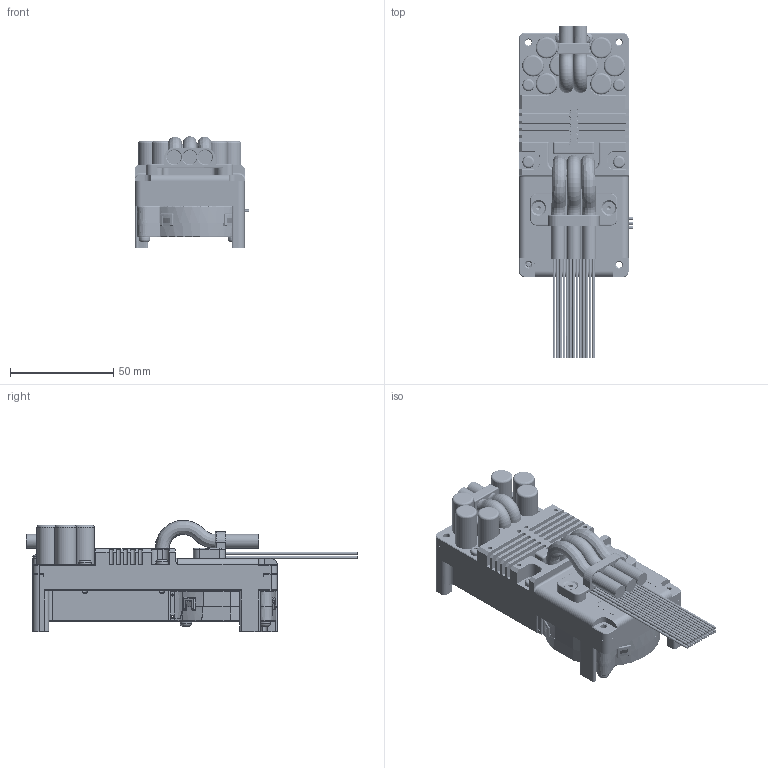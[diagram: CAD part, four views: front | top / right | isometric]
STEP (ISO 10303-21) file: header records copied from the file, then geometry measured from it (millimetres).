
FILE_DESCRIPTION(/* description */ ('chladič horní pro SC, hliník - černý elox '),/* implementation_level */ '2;1');
FILE_NAME(/* name */ 'SC-raptor_controller_varC-rev4.step',/* time_stamp */ '2026-03-05T09:34:04+01:00',/* author */ (''),/* organization */ (''),/* preprocessor_version */ 'ST-DEVELOPER v20.1',/* originating_system */ 'Autodesk Translation Framework v14.24.0.0',/* authorisation */ '');
FILE_SCHEMA (('AUTOMOTIVE_DESIGN { 1 0 10303 214 3 1 1 }'));
Products named in the file (4): SC_raptor_heatsink_top-rev_1; 9591904100_000_-; M3x20; Screw M2.5 x 6 Pan TORX BZP
Assembly tree (5 placements, depth 2):
  SC_raptor_heatsink_top-rev_1
    9591904100_000_-
    M3x20  x2
    Screw M2.5 x 6 Pan TORX BZP  x2
Bounding box: 55.19 x 160.4 x 53.75 mm (x, y, z)
Volume: 151748.9 mm3; surface area: 93936.2 mm2
Topology: 22 solids, 28 shells, 3443 faces, 9375 edges, 5890 vertices
Faces by surface type: plane 1341, cylinder 1152, bspline 539, torus 242, cone 135, sphere 34
Full cylindrical faces by diameter (mm): 0.8 x9, 0.81 x6, 1 x7, 1.2 x3, 1.3 x26, 1.35 x6, 1.7 x2, 2 x2, 2.013 x24, 2.075 x8, 2.2 x3, 2.35 x78, 2.4 x5, 2.41 x2, 2.5 x22, 2.529 x1, 2.7 x2, 2.74 x1, 2.927 x2, 3 x82, 3.2 x4, 3.4 x2, 3.8 x4, 4.3 x4, 5 x2, 5.6 x2, 5.7 x2, 5.9 x5, 6 x2, 6.8 x9
Entity records: 129545 total; most frequent: CARTESIAN_POINT 49477, ORIENTED_EDGE 17712, DIRECTION 15391, EDGE_CURVE 8856, VERTEX_POINT 5579, AXIS2_PLACEMENT_3D 5383, LINE 4625, VECTOR 4625
